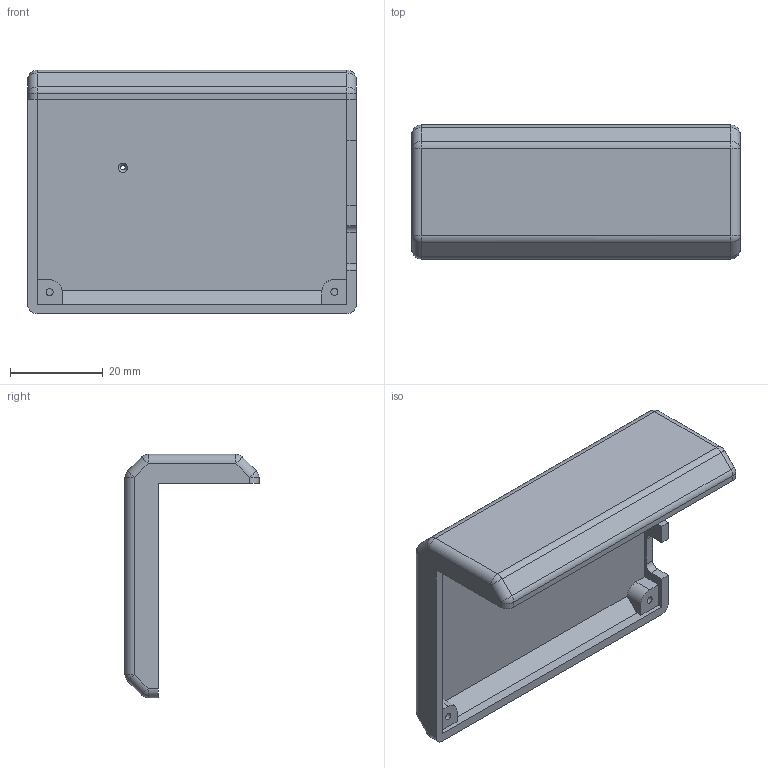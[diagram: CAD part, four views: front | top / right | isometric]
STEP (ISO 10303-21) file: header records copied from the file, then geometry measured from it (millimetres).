
FILE_DESCRIPTION(('FreeCAD Model'),'2;1');
FILE_NAME('Open CASCADE Shape Model','2024-12-14T11:31:53',( 'Chrismettal'),('Binary-6'),'Open CASCADE STEP processor 7.8', 'FreeCAD','Unknown');
FILE_SCHEMA(('AUTOMOTIVE_DESIGN { 1 0 10303 214 1 1 1 1 }'));
Length unit declared in the file: millimetre
Products named in the file (1): Case_ESP32_Minimal
Bounding box: 70.82 x 28.9 x 52.5 mm (x, y, z)
Volume: 12828.2 mm3; surface area: 13307.1 mm2
Topology: 1 solids, 1 shells, 87 faces, 209 edges, 127 vertices
Faces by surface type: plane 45, cylinder 28, sphere 12, cone 2
Full cylindrical faces by diameter (mm): 1 x1, 1.5 x3
Entity records: 2514 total; most frequent: DIRECTION 446, CARTESIAN_POINT 424, ORIENTED_EDGE 418, EDGE_CURVE 209, AXIS2_PLACEMENT_3D 149, LINE 148, VECTOR 148, VERTEX_POINT 127
